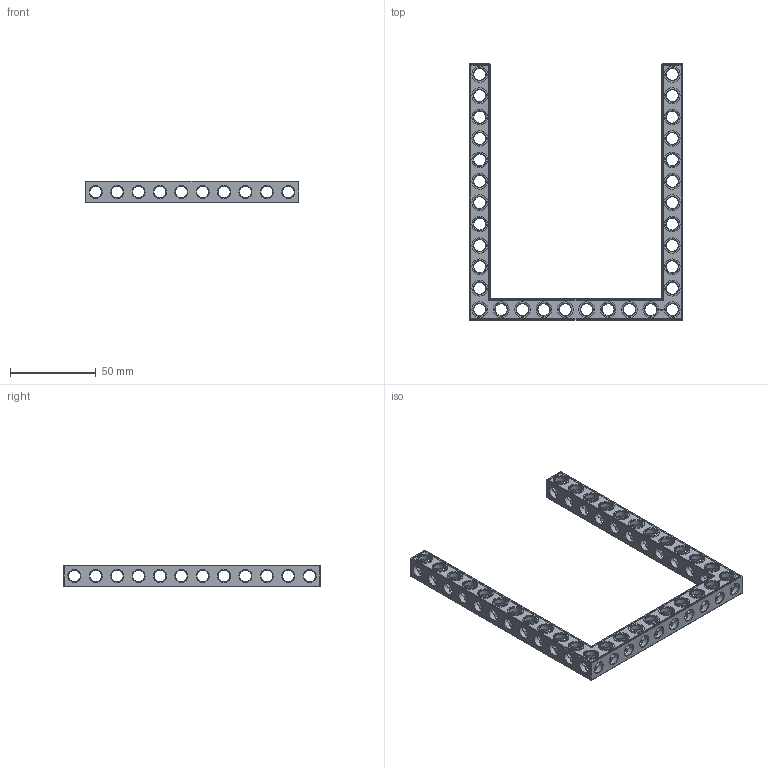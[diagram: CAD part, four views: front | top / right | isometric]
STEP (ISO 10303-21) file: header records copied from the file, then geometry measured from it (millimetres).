
FILE_DESCRIPTION(('FreeCAD Model'),'2;1');
FILE_NAME('Open CASCADE Shape Model','2022-02-25T16:41:09',('Author'),( ''),'Open CASCADE STEP processor 7.5','FreeCAD','Unknown');
FILE_SCHEMA(('AUTOMOTIVE_DESIGN { 1 0 10303 214 1 1 1 1 }'));
Products named in the file (1): Beam AGD ESS USH SYM BU10x12x01 - SPN-BEM-0452 (stemfie.org)
Bounding box: 125 x 150 x 12.5 mm (x, y, z)
Volume: 31269.7 mm3; surface area: 27953.7 mm2
Topology: 1 solids, 1 shells, 878 faces, 2651 edges, 1712 vertices
Faces by surface type: plane 415, cylinder 193, extrusion 140, cone 130
Full cylindrical faces by diameter (mm): 6.98 x26, 7 x135, 9.2 x32
Entity records: 180766 total; most frequent: CARTESIAN_POINT 131142, DIRECTION 8075, ORIENTED_EDGE 5302, PCURVE 5302, DEFINITIONAL_REPRESENTATION 5302, VECTOR 5155, LINE 5015, EDGE_CURVE 2651
